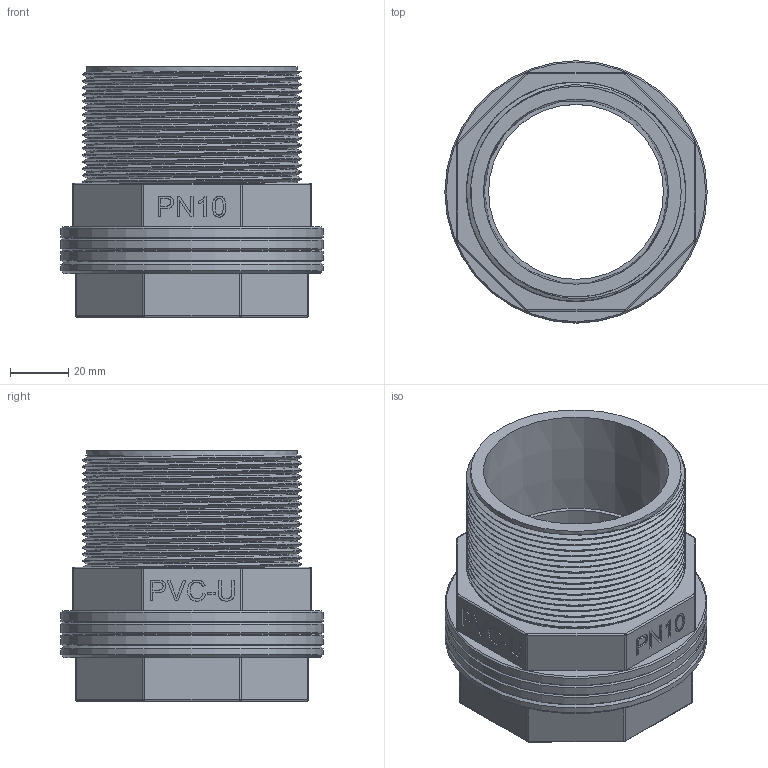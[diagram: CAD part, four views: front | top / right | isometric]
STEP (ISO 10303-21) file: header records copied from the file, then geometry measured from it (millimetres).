
FILE_DESCRIPTION(/* description */ (''),/* implementation_level */ '2;1');
FILE_NAME(/* name */ '63212.stp',/* time_stamp */ '2026-02-07T14:22:56+08:00',/* author */ (''),/* organization */ (''),/* preprocessor_version */ 'ST-DEVELOPER v16',/* originating_system */ 'SIEMENS PLM Software NX 10.0',/* authorisation */ '');
FILE_SCHEMA (('AUTOMOTIVE_DESIGN { 1 0 10303 214 3 1 1 1 }'));
Length unit declared in the file: millimetre
Products named in the file (1): gelv1678D1822cod
Bounding box: 90 x 90 x 86 mm (x, y, z)
Volume: 158798.8 mm3; surface area: 83796.5 mm2
Topology: 3 solids, 4 shells, 427 faces, 1115 edges, 731 vertices
Faces by surface type: plane 175, extrusion 118, cylinder 104, bspline 20, cone 10
Full cylindrical faces by diameter (mm): 3.4 x1, 4.6 x1, 60 x1, 72.226 x27, 75.184 x28, 76 x2, 90 x4
Entity records: 24751 total; most frequent: CARTESIAN_POINT 16681, ORIENTED_EDGE 1848, DIRECTION 1168, EDGE_CURVE 924, VERTEX_POINT 616, B_SPLINE_CURVE_WITH_KNOTS 590, VECTOR 442, EDGE_LOOP 436
